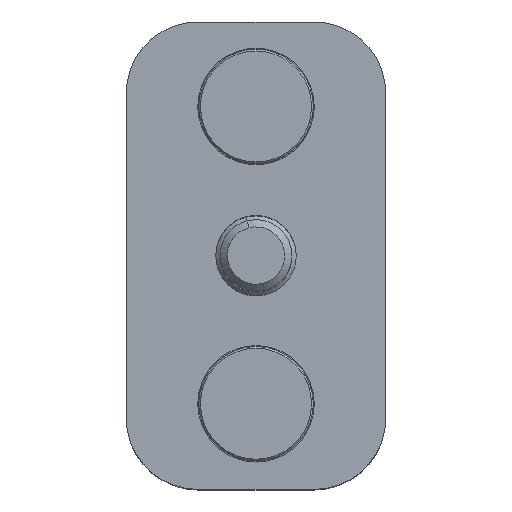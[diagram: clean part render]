
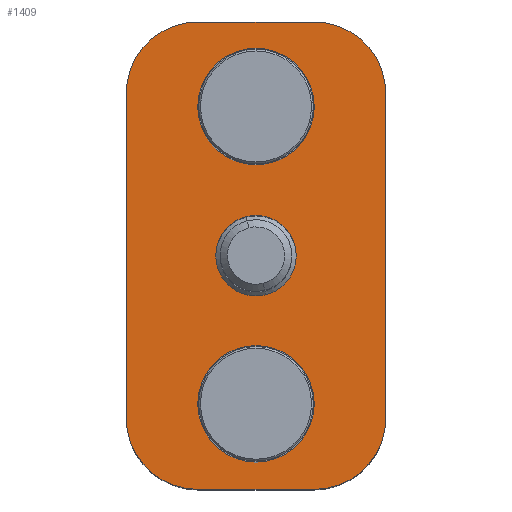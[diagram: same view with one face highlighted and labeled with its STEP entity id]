
A CAD part, top view. The second image highlights one B-rep face of the part: STEP entity #1409.
In plain terms, the highlighted planar face has unit normal (0, 0, 1).
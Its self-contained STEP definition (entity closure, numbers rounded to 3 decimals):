
#6 = CARTESIAN_POINT ( 'NONE',  ( 7.25, 9.05, 0. ) ) ;
#7 = DIRECTION ( 'NONE',  ( 0., 0., 1. ) ) ;
#9 = EDGE_CURVE ( 'NONE', #2438, #2343, #425, .T. ) ;
#69 = CIRCLE ( 'NONE', #1469, 2.25 ) ;
#116 = CIRCLE ( 'NONE', #922, 4. ) ;
#152 = DIRECTION ( 'NONE',  ( -1., 0., 0. ) ) ;
#170 = DIRECTION ( 'NONE',  ( 0., 0., -1. ) ) ;
#189 = EDGE_CURVE ( 'NONE', #782, #962, #116, .T. ) ;
#192 = CARTESIAN_POINT ( 'NONE',  ( -3.25, 9.05, 0. ) ) ;
#207 = DIRECTION ( 'NONE',  ( 0., 0., -1. ) ) ;
#221 = DIRECTION ( 'NONE',  ( -1., 0., 0. ) ) ;
#248 = ORIENTED_EDGE ( 'NONE', *, *, #189, .F. ) ;
#250 = AXIS2_PLACEMENT_3D ( 'NONE', #1230, #1217, #724 ) ;
#251 = ORIENTED_EDGE ( 'NONE', *, *, #1719, .F. ) ;
#294 = EDGE_LOOP ( 'NONE', ( #2154, #2645, #1675, #488, #248, #251, #2122, #993 ) ) ;
#316 = DIRECTION ( 'NONE',  ( 0., 1., 0. ) ) ;
#330 = CARTESIAN_POINT ( 'NONE',  ( -3.25, -13.05, 0. ) ) ;
#399 = DIRECTION ( 'NONE',  ( 0., 0., -1. ) ) ;
#401 = DIRECTION ( 'NONE',  ( -1., 0., 0. ) ) ;
#416 = PLANE ( 'NONE',  #590 ) ;
#417 = CIRCLE ( 'NONE', #1742, 2.25 ) ;
#425 = CIRCLE ( 'NONE', #1312, 4. ) ;
#441 = VERTEX_POINT ( 'NONE', #489 ) ;
#488 = ORIENTED_EDGE ( 'NONE', *, *, #1619, .F. ) ;
#489 = CARTESIAN_POINT ( 'NONE',  ( 3.25, -13.05, 0. ) ) ;
#541 = CARTESIAN_POINT ( 'NONE',  ( -3.25, -9.05, 0. ) ) ;
#568 = CARTESIAN_POINT ( 'NONE',  ( 2.25, 0., 0. ) ) ;
#590 = AXIS2_PLACEMENT_3D ( 'NONE', #2335, #2168, #1199 ) ;
#616 = VECTOR ( 'NONE', #221, 1000. ) ;
#653 = CIRCLE ( 'NONE', #250, 4. ) ;
#659 = CARTESIAN_POINT ( 'NONE',  ( 3.25, -9.05, 0. ) ) ;
#724 = DIRECTION ( 'NONE',  ( 1., 0., 0. ) ) ;
#726 = VERTEX_POINT ( 'NONE', #1925 ) ;
#765 = EDGE_CURVE ( 'NONE', #2579, #441, #1839, .T. ) ;
#782 = VERTEX_POINT ( 'NONE', #1369 ) ;
#891 = CARTESIAN_POINT ( 'NONE',  ( -3.25, 13.05, 0. ) ) ;
#922 = AXIS2_PLACEMENT_3D ( 'NONE', #192, #170, #152 ) ;
#962 = VERTEX_POINT ( 'NONE', #891 ) ;
#993 = ORIENTED_EDGE ( 'NONE', *, *, #1822, .F. ) ;
#1012 = DIRECTION ( 'NONE',  ( -1., 0., 0. ) ) ;
#1058 = CARTESIAN_POINT ( 'NONE',  ( -2.25, 0., 0. ) ) ;
#1164 = LINE ( 'NONE', #330, #616 ) ;
#1178 = CARTESIAN_POINT ( 'NONE',  ( -3.25, 13.05, 0. ) ) ;
#1197 = EDGE_CURVE ( 'NONE', #1823, #2579, #2053, .T. ) ;
#1199 = DIRECTION ( 'NONE',  ( -1., 0., 0. ) ) ;
#1217 = DIRECTION ( 'NONE',  ( 0., 0., -1. ) ) ;
#1230 = CARTESIAN_POINT ( 'NONE',  ( 3.25, 9.05, 0. ) ) ;
#1243 = CARTESIAN_POINT ( 'NONE',  ( 0., 0., 0. ) ) ;
#1256 = VECTOR ( 'NONE', #1300, 1000. ) ;
#1300 = DIRECTION ( 'NONE',  ( 1., 0., 0. ) ) ;
#1312 = AXIS2_PLACEMENT_3D ( 'NONE', #541, #207, #1012 ) ;
#1336 = VECTOR ( 'NONE', #316, 1000. ) ;
#1369 = CARTESIAN_POINT ( 'NONE',  ( -7.25, 9.05, 0. ) ) ;
#1390 = LINE ( 'NONE', #2538, #1336 ) ;
#1409 = ADVANCED_FACE ( 'NONE', ( #1676, #1752 ), #416, .T. ) ;
#1469 = AXIS2_PLACEMENT_3D ( 'NONE', #1818, #1794, #2559 ) ;
#1541 = EDGE_LOOP ( 'NONE', ( #2196, #2552 ) ) ;
#1562 = VERTEX_POINT ( 'NONE', #1058 ) ;
#1594 = EDGE_CURVE ( 'NONE', #726, #1823, #653, .T. ) ;
#1619 = EDGE_CURVE ( 'NONE', #962, #726, #2113, .T. ) ;
#1664 = CARTESIAN_POINT ( 'NONE',  ( 7.25, 9.05, 0. ) ) ;
#1674 = CARTESIAN_POINT ( 'NONE',  ( -3.25, -13.05, 0. ) ) ;
#1675 = ORIENTED_EDGE ( 'NONE', *, *, #1594, .F. ) ;
#1676 = FACE_BOUND ( 'NONE', #1541, .T. ) ;
#1719 = EDGE_CURVE ( 'NONE', #2343, #782, #1390, .T. ) ;
#1732 = CARTESIAN_POINT ( 'NONE',  ( 7.25, -9.05, 0. ) ) ;
#1742 = AXIS2_PLACEMENT_3D ( 'NONE', #1243, #7, #401 ) ;
#1752 = FACE_OUTER_BOUND ( 'NONE', #294, .T. ) ;
#1794 = DIRECTION ( 'NONE',  ( 0., 0., 1. ) ) ;
#1818 = CARTESIAN_POINT ( 'NONE',  ( 0., 0., 0. ) ) ;
#1822 = EDGE_CURVE ( 'NONE', #441, #2438, #1164, .T. ) ;
#1823 = VERTEX_POINT ( 'NONE', #6 ) ;
#1839 = CIRCLE ( 'NONE', #2344, 4. ) ;
#1925 = CARTESIAN_POINT ( 'NONE',  ( 3.25, 13.05, 0. ) ) ;
#1930 = DIRECTION ( 'NONE',  ( -1., 0., 0. ) ) ;
#1986 = VECTOR ( 'NONE', #2435, 1000. ) ;
#2053 = LINE ( 'NONE', #1664, #1986 ) ;
#2113 = LINE ( 'NONE', #1178, #1256 ) ;
#2122 = ORIENTED_EDGE ( 'NONE', *, *, #9, .F. ) ;
#2154 = ORIENTED_EDGE ( 'NONE', *, *, #765, .F. ) ;
#2168 = DIRECTION ( 'NONE',  ( 0., 0., 1. ) ) ;
#2185 = VERTEX_POINT ( 'NONE', #568 ) ;
#2196 = ORIENTED_EDGE ( 'NONE', *, *, #2416, .F. ) ;
#2251 = EDGE_CURVE ( 'NONE', #1562, #2185, #69, .T. ) ;
#2335 = CARTESIAN_POINT ( 'NONE',  ( 3.25, -9.05, 0. ) ) ;
#2343 = VERTEX_POINT ( 'NONE', #2383 ) ;
#2344 = AXIS2_PLACEMENT_3D ( 'NONE', #659, #399, #1930 ) ;
#2383 = CARTESIAN_POINT ( 'NONE',  ( -7.25, -9.05, 0. ) ) ;
#2416 = EDGE_CURVE ( 'NONE', #2185, #1562, #417, .T. ) ;
#2435 = DIRECTION ( 'NONE',  ( 0., -1., 0. ) ) ;
#2438 = VERTEX_POINT ( 'NONE', #1674 ) ;
#2538 = CARTESIAN_POINT ( 'NONE',  ( -7.25, 9.05, 0. ) ) ;
#2552 = ORIENTED_EDGE ( 'NONE', *, *, #2251, .F. ) ;
#2559 = DIRECTION ( 'NONE',  ( -1., 0., 0. ) ) ;
#2579 = VERTEX_POINT ( 'NONE', #1732 ) ;
#2645 = ORIENTED_EDGE ( 'NONE', *, *, #1197, .F. ) ;
